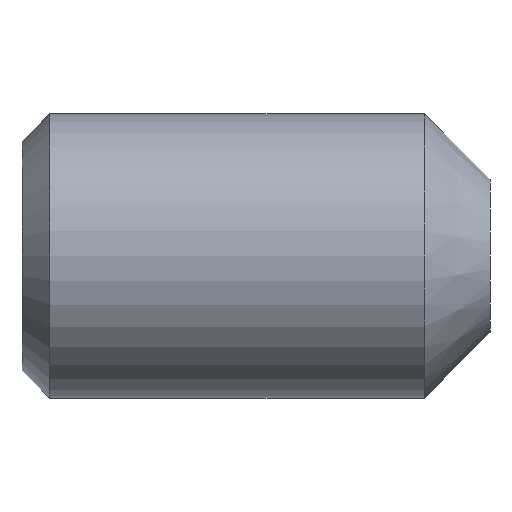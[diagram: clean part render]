
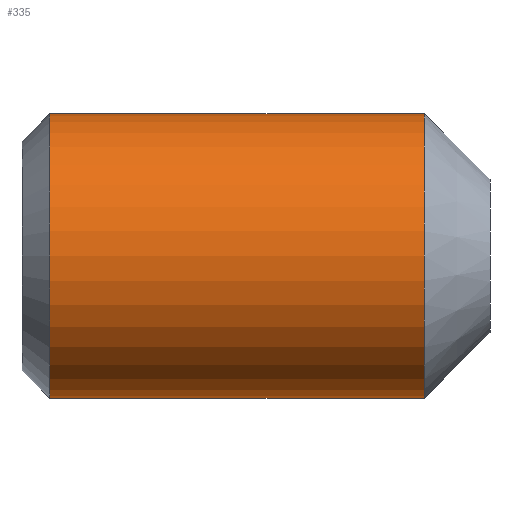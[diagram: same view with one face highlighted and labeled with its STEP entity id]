
A CAD part, front view. The second image highlights one B-rep face of the part: STEP entity #335.
In plain terms, the highlighted cylindrical face has radius 2.413 mm (diameter 4.826 mm), a partial arc.
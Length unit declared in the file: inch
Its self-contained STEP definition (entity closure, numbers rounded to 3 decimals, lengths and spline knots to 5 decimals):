
#19 = CARTESIAN_POINT ( 'NONE',  ( 0.2685, 0., 0. ) ) ;
#24 = CARTESIAN_POINT ( 'NONE',  ( 0.0186, 0., 0. ) ) ;
#34 = EDGE_LOOP ( 'NONE', ( #405, #90, #174, #141 ) ) ;
#38 = CYLINDRICAL_SURFACE ( 'NONE', #253, 0.095 ) ;
#54 = DIRECTION ( 'NONE',  ( -1., 0., 0. ) ) ;
#56 = CARTESIAN_POINT ( 'NONE',  ( 0.0186, 0., 0.095 ) ) ;
#90 = ORIENTED_EDGE ( 'NONE', *, *, #247, .T. ) ;
#91 = DIRECTION ( 'NONE',  ( -1., 0., 0. ) ) ;
#93 = DIRECTION ( 'NONE',  ( 0., 0., 1. ) ) ;
#97 = VERTEX_POINT ( 'NONE', #278 ) ;
#107 = LINE ( 'NONE', #286, #230 ) ;
#115 = AXIS2_PLACEMENT_3D ( 'NONE', #24, #293, #215 ) ;
#123 = CARTESIAN_POINT ( 'NONE',  ( -0.5, 0., 0.095 ) ) ;
#129 = DIRECTION ( 'NONE',  ( 0., 0., 1. ) ) ;
#136 = EDGE_CURVE ( 'NONE', #402, #332, #387, .T. ) ;
#141 = ORIENTED_EDGE ( 'NONE', *, *, #345, .F. ) ;
#150 = CIRCLE ( 'NONE', #115, 0.095 ) ;
#174 = ORIENTED_EDGE ( 'NONE', *, *, #136, .T. ) ;
#175 = CARTESIAN_POINT ( 'NONE',  ( 0.2685, 0., 0.095 ) ) ;
#215 = DIRECTION ( 'NONE',  ( 0., 0., 1. ) ) ;
#230 = VECTOR ( 'NONE', #54, 39.37008 ) ;
#242 = DIRECTION ( 'NONE',  ( -1., 0., 0. ) ) ;
#246 = CARTESIAN_POINT ( 'NONE',  ( -0.5, 0., 0. ) ) ;
#247 = EDGE_CURVE ( 'NONE', #97, #402, #274, .T. ) ;
#253 = AXIS2_PLACEMENT_3D ( 'NONE', #246, #91, #93 ) ;
#268 = FACE_OUTER_BOUND ( 'NONE', #34, .T. ) ;
#274 = CIRCLE ( 'NONE', #422, 0.095 ) ;
#278 = CARTESIAN_POINT ( 'NONE',  ( 0.2685, 0., -0.095 ) ) ;
#280 = VERTEX_POINT ( 'NONE', #416 ) ;
#286 = CARTESIAN_POINT ( 'NONE',  ( -0.5, 0., -0.095 ) ) ;
#287 = DIRECTION ( 'NONE',  ( -1., 0., 0. ) ) ;
#293 = DIRECTION ( 'NONE',  ( -1., 0., 0. ) ) ;
#312 = VECTOR ( 'NONE', #242, 39.37008 ) ;
#332 = VERTEX_POINT ( 'NONE', #56 ) ;
#334 = EDGE_CURVE ( 'NONE', #97, #280, #107, .T. ) ;
#335 = ADVANCED_FACE ( 'NONE', ( #268 ), #38, .T. ) ;
#345 = EDGE_CURVE ( 'NONE', #280, #332, #150, .T. ) ;
#387 = LINE ( 'NONE', #123, #312 ) ;
#402 = VERTEX_POINT ( 'NONE', #175 ) ;
#405 = ORIENTED_EDGE ( 'NONE', *, *, #334, .F. ) ;
#416 = CARTESIAN_POINT ( 'NONE',  ( 0.0186, 0., -0.095 ) ) ;
#422 = AXIS2_PLACEMENT_3D ( 'NONE', #19, #287, #129 ) ;
